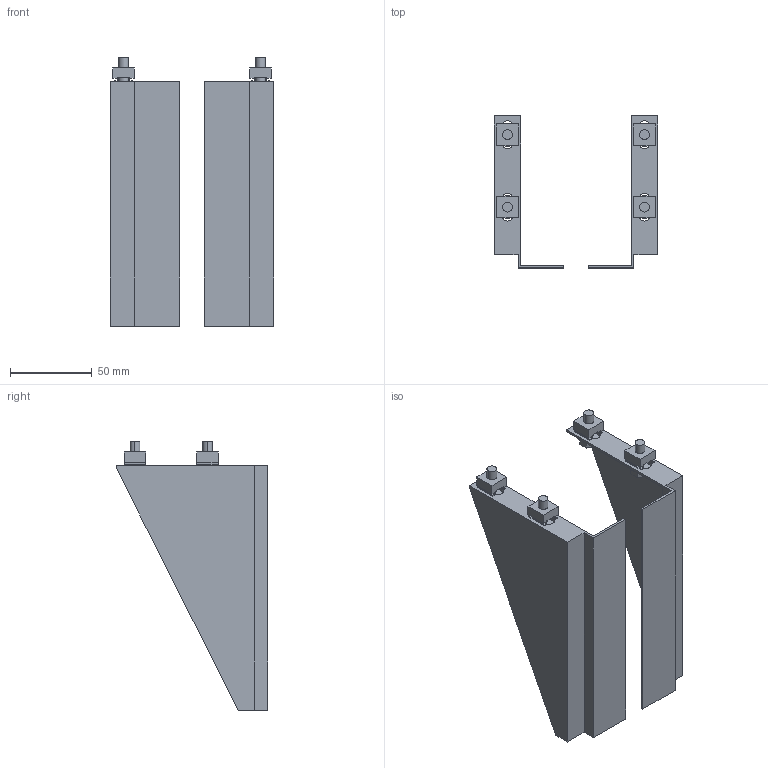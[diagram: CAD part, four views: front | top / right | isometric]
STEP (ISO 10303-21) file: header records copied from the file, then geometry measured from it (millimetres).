
FILE_DESCRIPTION (( 'STEP AP214' ), '1' );
FILE_NAME ('0361-9001-50-03.step', '2024-06-12T09:20:48', ( '' ), ( '' ), 'SwSTEP 2.0', 'SolidWorks 2019', '' );
FILE_SCHEMA (( 'AUTOMOTIVE_DESIGN' ));
Length unit declared in the file: millimetre
Products named in the file (3): 0361-9001-50-03; Gleitschienen0361R; Gleitschienen0361L
Assembly tree (2 placements, depth 2):
  0361-9001-50-03
    Gleitschienen0361R
    Gleitschienen0361L
Bounding box: 100 x 93 x 164.5 mm (x, y, z)
Volume: 54740.4 mm3; surface area: 71079.3 mm2
Topology: 10 solids, 10 shells, 180 faces, 454 edges, 302 vertices
Faces by surface type: plane 148, cylinder 32
Entity records: 5560 total; most frequent: CARTESIAN_POINT 941, ORIENTED_EDGE 908, DIRECTION 888, EDGE_CURVE 454, LINE 390, VECTOR 390, VERTEX_POINT 302, AXIS2_PLACEMENT_3D 249
